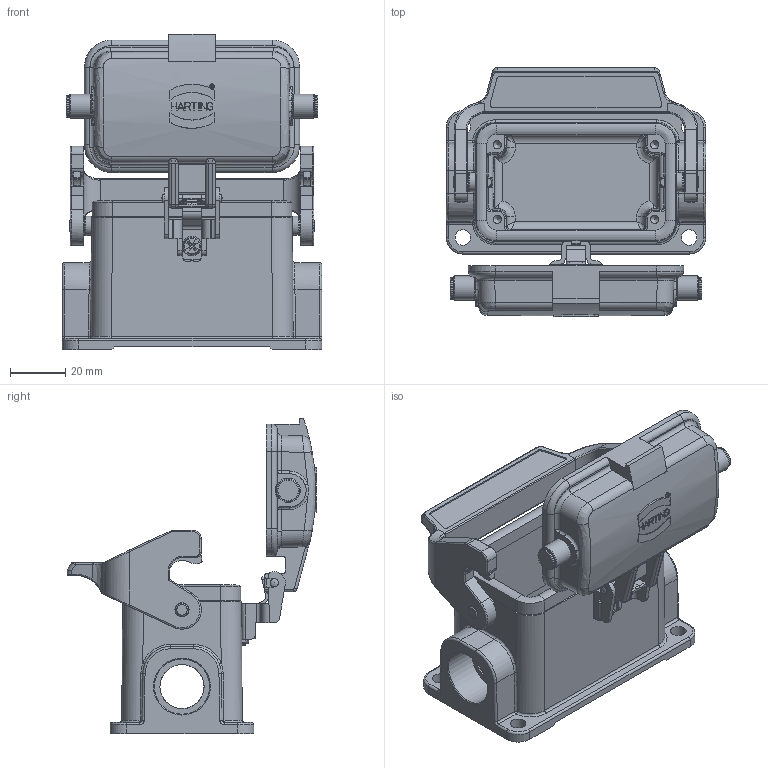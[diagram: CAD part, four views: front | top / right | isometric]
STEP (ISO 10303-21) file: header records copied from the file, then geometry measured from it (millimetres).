
FILE_DESCRIPTION(/* description */ (''),/* implementation_level */ '2;1');
FILE_NAME(/* name */ '100094902ugm000_d.stp',/* time_stamp */ '2017-11-03T15:46:44+01:00',/* author */ (''),/* organization */ (''),/* preprocessor_version */ 'ST-DEVELOPER v16',/* originating_system */ 'SIEMENS PLM Software NX 10.0',/* authorisation */ '');
FILE_SCHEMA (('AUTOMOTIVE_DESIGN { 1 0 10303 214 3 1 1 1 }'));
Length unit declared in the file: millimetre
Products named in the file (1): 100094902ugm000_d
Bounding box: 94 x 90.25 x 114.09 mm (x, y, z)
Volume: 108074.7 mm3; surface area: 60508.7 mm2
Topology: 4 solids, 4 shells, 1083 faces, 2863 edges, 1820 vertices
Faces by surface type: plane 485, cylinder 337, bspline 160, cone 49, torus 30, extrusion 16, sphere 6
Full cylindrical faces by diameter (mm): 1.52 x1, 1.68 x1, 2.05 x2, 3 x6, 3.1 x2, 3.3 x1, 4 x4, 4.8 x2, 5.1 x6, 5.6 x4, 7 x3, 8 x2, 8.8 x2, 10 x4, 16 x2, 20 x2
Entity records: 42607 total; most frequent: CARTESIAN_POINT 14472, ORIENTED_EDGE 5344, DIRECTION 4962, EDGE_CURVE 2672, AXIS2_PLACEMENT_3D 1778, VERTEX_POINT 1733, VECTOR 1406, LINE 1390
